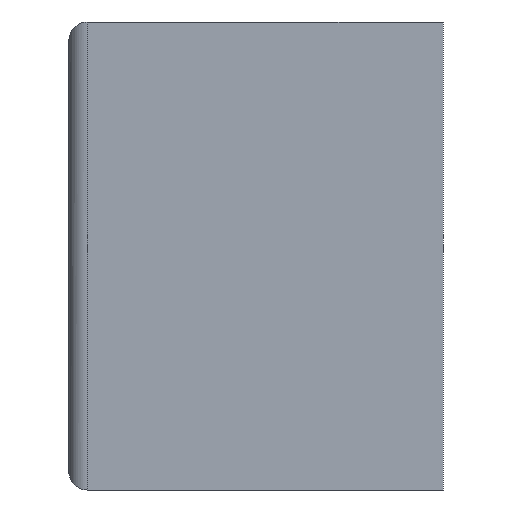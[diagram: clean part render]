
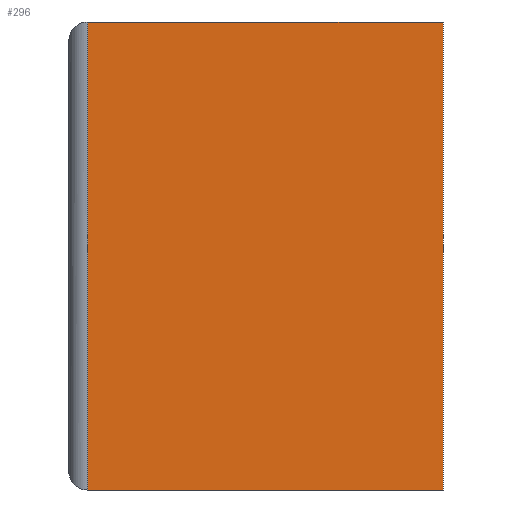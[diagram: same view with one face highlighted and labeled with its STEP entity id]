
A CAD part, left-side view. The second image highlights one B-rep face of the part: STEP entity #296.
In plain terms, the highlighted planar face has unit normal (-1, 0, 0).
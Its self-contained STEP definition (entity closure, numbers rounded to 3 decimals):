
#43 = DIRECTION ( 'NONE',  ( 0., -1., 0. ) ) ;
#45 = EDGE_LOOP ( 'NONE', ( #52, #566, #556, #111 ) ) ;
#47 = CARTESIAN_POINT ( 'NONE',  ( -0.5, 0.38, -0.25 ) ) ;
#52 = ORIENTED_EDGE ( 'NONE', *, *, #195, .T. ) ;
#53 = CARTESIAN_POINT ( 'NONE',  ( -0.5, 0.38, 0.25 ) ) ;
#59 = VERTEX_POINT ( 'NONE', #1020 ) ;
#68 = CARTESIAN_POINT ( 'NONE',  ( -0.5, 0., -0.25 ) ) ;
#111 = ORIENTED_EDGE ( 'NONE', *, *, #999, .T. ) ;
#162 = VECTOR ( 'NONE', #888, 1000. ) ;
#195 = EDGE_CURVE ( 'NONE', #755, #444, #1027, .T. ) ;
#207 = VECTOR ( 'NONE', #43, 1000. ) ;
#219 = CARTESIAN_POINT ( 'NONE',  ( -0.5, 0., 0.25 ) ) ;
#269 = DIRECTION ( 'NONE',  ( 1., 0., 0. ) ) ;
#295 = CARTESIAN_POINT ( 'NONE',  ( -0.5, 0., 0.25 ) ) ;
#296 = ADVANCED_FACE ( 'NONE', ( #928 ), #371, .F. ) ;
#311 = VECTOR ( 'NONE', #682, 1000. ) ;
#353 = CARTESIAN_POINT ( 'NONE',  ( -0.5, 0., 0.25 ) ) ;
#371 = PLANE ( 'NONE',  #1012 ) ;
#378 = EDGE_CURVE ( 'NONE', #649, #59, #924, .T. ) ;
#410 = EDGE_CURVE ( 'NONE', #59, #444, #493, .T. ) ;
#444 = VERTEX_POINT ( 'NONE', #68 ) ;
#483 = DIRECTION ( 'NONE',  ( 0., 0., -1. ) ) ;
#493 = LINE ( 'NONE', #353, #504 ) ;
#504 = VECTOR ( 'NONE', #483, 1000. ) ;
#531 = LINE ( 'NONE', #53, #162 ) ;
#556 = ORIENTED_EDGE ( 'NONE', *, *, #378, .F. ) ;
#566 = ORIENTED_EDGE ( 'NONE', *, *, #410, .F. ) ;
#649 = VERTEX_POINT ( 'NONE', #911 ) ;
#682 = DIRECTION ( 'NONE',  ( 0., -1., 0. ) ) ;
#755 = VERTEX_POINT ( 'NONE', #47 ) ;
#888 = DIRECTION ( 'NONE',  ( 0., 0., -1. ) ) ;
#911 = CARTESIAN_POINT ( 'NONE',  ( -0.5, 0.38, 0.25 ) ) ;
#924 = LINE ( 'NONE', #295, #207 ) ;
#928 = FACE_OUTER_BOUND ( 'NONE', #45, .T. ) ;
#951 = DIRECTION ( 'NONE',  ( 0., 0., -1. ) ) ;
#991 = CARTESIAN_POINT ( 'NONE',  ( -0.5, 0., -0.25 ) ) ;
#999 = EDGE_CURVE ( 'NONE', #649, #755, #531, .T. ) ;
#1012 = AXIS2_PLACEMENT_3D ( 'NONE', #219, #269, #951 ) ;
#1020 = CARTESIAN_POINT ( 'NONE',  ( -0.5, 0., 0.25 ) ) ;
#1027 = LINE ( 'NONE', #991, #311 ) ;
